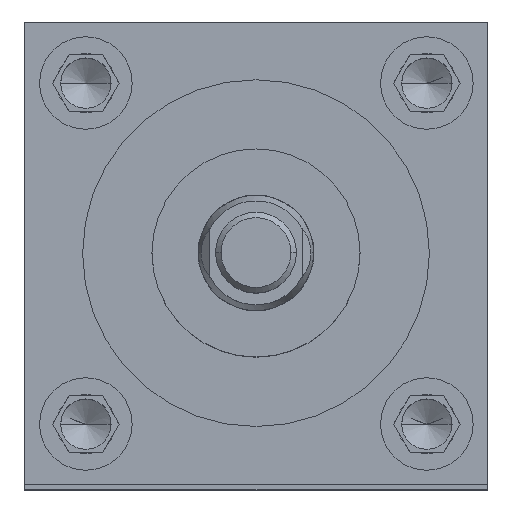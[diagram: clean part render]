
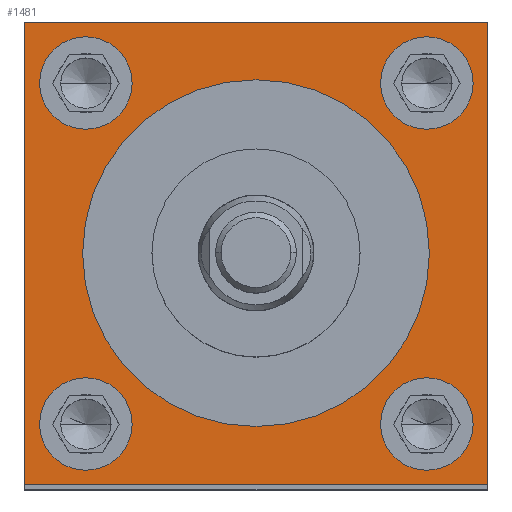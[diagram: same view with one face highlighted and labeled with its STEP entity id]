
A CAD part, top view. The second image highlights one B-rep face of the part: STEP entity #1481.
In plain terms, the highlighted planar face has unit normal (0, 0, 1).
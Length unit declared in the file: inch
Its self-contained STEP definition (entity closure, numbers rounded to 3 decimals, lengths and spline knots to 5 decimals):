
#19 = DIRECTION ( 'NONE',  ( 0., 0., 1. ) ) ;
#77 = CIRCLE ( 'NONE', #2151, 0.25 ) ;
#111 = DIRECTION ( 'NONE',  ( 1., 0., 0. ) ) ;
#126 = ORIENTED_EDGE ( 'NONE', *, *, #6532, .F. ) ;
#182 = VECTOR ( 'NONE', #3172, 39.37008 ) ;
#202 = DIRECTION ( 'NONE',  ( 0., 0., 1. ) ) ;
#244 = CARTESIAN_POINT ( 'NONE',  ( -1.25, 1.25, 17.625 ) ) ;
#280 = LINE ( 'NONE', #1804, #2597 ) ;
#309 = AXIS2_PLACEMENT_3D ( 'NONE', #1100, #446, #3822 ) ;
#382 = EDGE_CURVE ( 'NONE', #1268, #1250, #280, .T. ) ;
#391 = EDGE_CURVE ( 'NONE', #2439, #1268, #4629, .T. ) ;
#446 = DIRECTION ( 'NONE',  ( 0., 0., 1. ) ) ;
#479 = FACE_BOUND ( 'NONE', #1143, .T. ) ;
#515 = CARTESIAN_POINT ( 'NONE',  ( -0.92, -0.924, 17.625 ) ) ;
#542 = CIRCLE ( 'NONE', #4861, 0.25 ) ;
#670 = ORIENTED_EDGE ( 'NONE', *, *, #5875, .F. ) ;
#682 = EDGE_CURVE ( 'NONE', #6669, #2989, #5203, .T. ) ;
#847 = EDGE_LOOP ( 'NONE', ( #1990, #4514 ) ) ;
#884 = VERTEX_POINT ( 'NONE', #6474 ) ;
#1008 = CARTESIAN_POINT ( 'NONE',  ( 1.25, 1.25, 17.625 ) ) ;
#1079 = ORIENTED_EDGE ( 'NONE', *, *, #6766, .F. ) ;
#1100 = CARTESIAN_POINT ( 'NONE',  ( 0., 0., 17.625 ) ) ;
#1143 = EDGE_LOOP ( 'NONE', ( #2095, #670 ) ) ;
#1216 = CARTESIAN_POINT ( 'NONE',  ( -0.92, 0.92, 17.625 ) ) ;
#1250 = VERTEX_POINT ( 'NONE', #5040 ) ;
#1255 = ORIENTED_EDGE ( 'NONE', *, *, #382, .T. ) ;
#1268 = VERTEX_POINT ( 'NONE', #4506 ) ;
#1314 = ORIENTED_EDGE ( 'NONE', *, *, #2052, .T. ) ;
#1481 = ADVANCED_FACE ( 'NONE', ( #4760, #6912, #3646, #5887, #479, #3185 ), #4830, .F. ) ;
#1525 = ORIENTED_EDGE ( 'NONE', *, *, #391, .T. ) ;
#1804 = CARTESIAN_POINT ( 'NONE',  ( -1.25, -1.25, 17.625 ) ) ;
#1966 = DIRECTION ( 'NONE',  ( 0., 0., 1. ) ) ;
#1975 = CARTESIAN_POINT ( 'NONE',  ( 1.174, -0.924, 17.625 ) ) ;
#1990 = ORIENTED_EDGE ( 'NONE', *, *, #3797, .F. ) ;
#2031 = CARTESIAN_POINT ( 'NONE',  ( -1.25, 1.25, 17.625 ) ) ;
#2050 = CARTESIAN_POINT ( 'NONE',  ( 1.25, -1.25, 17.625 ) ) ;
#2052 = EDGE_CURVE ( 'NONE', #1250, #884, #2167, .T. ) ;
#2095 = ORIENTED_EDGE ( 'NONE', *, *, #5418, .F. ) ;
#2116 = VERTEX_POINT ( 'NONE', #3306 ) ;
#2151 = AXIS2_PLACEMENT_3D ( 'NONE', #3751, #4393, #6559 ) ;
#2158 = VERTEX_POINT ( 'NONE', #5479 ) ;
#2167 = LINE ( 'NONE', #6871, #5939 ) ;
#2261 = CIRCLE ( 'NONE', #309, 0.9375 ) ;
#2415 = VERTEX_POINT ( 'NONE', #5367 ) ;
#2434 = DIRECTION ( 'NONE',  ( -1., 0., 0. ) ) ;
#2439 = VERTEX_POINT ( 'NONE', #1008 ) ;
#2471 = DIRECTION ( 'NONE',  ( 0., -1., 0. ) ) ;
#2597 = VECTOR ( 'NONE', #2471, 39.37008 ) ;
#2699 = AXIS2_PLACEMENT_3D ( 'NONE', #7027, #19, #6423 ) ;
#2751 = DIRECTION ( 'NONE',  ( 1., 0., 0. ) ) ;
#2874 = AXIS2_PLACEMENT_3D ( 'NONE', #2031, #5285, #6881 ) ;
#2989 = VERTEX_POINT ( 'NONE', #6588 ) ;
#3017 = AXIS2_PLACEMENT_3D ( 'NONE', #3987, #3415, #4525 ) ;
#3042 = CIRCLE ( 'NONE', #2699, 0.9375 ) ;
#3045 = AXIS2_PLACEMENT_3D ( 'NONE', #1216, #202, #6175 ) ;
#3071 = CARTESIAN_POINT ( 'NONE',  ( -1.17, 0.92, 17.625 ) ) ;
#3122 = VERTEX_POINT ( 'NONE', #5925 ) ;
#3129 = CIRCLE ( 'NONE', #3250, 0.25 ) ;
#3172 = DIRECTION ( 'NONE',  ( 0., 1., 0. ) ) ;
#3185 = FACE_OUTER_BOUND ( 'NONE', #3827, .T. ) ;
#3250 = AXIS2_PLACEMENT_3D ( 'NONE', #6430, #4228, #4745 ) ;
#3306 = CARTESIAN_POINT ( 'NONE',  ( 1.174, 0.92, 17.625 ) ) ;
#3415 = DIRECTION ( 'NONE',  ( 0., 0., 1. ) ) ;
#3432 = VERTEX_POINT ( 'NONE', #6622 ) ;
#3435 = CARTESIAN_POINT ( 'NONE',  ( -1.17, -0.924, 17.625 ) ) ;
#3460 = CIRCLE ( 'NONE', #3017, 0.25 ) ;
#3523 = EDGE_LOOP ( 'NONE', ( #6705, #6605 ) ) ;
#3646 = FACE_BOUND ( 'NONE', #847, .T. ) ;
#3701 = LINE ( 'NONE', #2050, #182 ) ;
#3712 = DIRECTION ( 'NONE',  ( 0., 0., 1. ) ) ;
#3751 = CARTESIAN_POINT ( 'NONE',  ( 0.924, -0.924, 17.625 ) ) ;
#3797 = EDGE_CURVE ( 'NONE', #2158, #4949, #4558, .T. ) ;
#3822 = DIRECTION ( 'NONE',  ( 1., 0., 0. ) ) ;
#3827 = EDGE_LOOP ( 'NONE', ( #1255, #1314, #5437, #1525 ) ) ;
#3987 = CARTESIAN_POINT ( 'NONE',  ( 0.924, 0.92, 17.625 ) ) ;
#4189 = ORIENTED_EDGE ( 'NONE', *, *, #5938, .F. ) ;
#4228 = DIRECTION ( 'NONE',  ( 0., 0., 1. ) ) ;
#4282 = AXIS2_PLACEMENT_3D ( 'NONE', #4965, #4391, #2751 ) ;
#4388 = DIRECTION ( 'NONE',  ( 1., 0., 0. ) ) ;
#4391 = DIRECTION ( 'NONE',  ( 0., 0., 1. ) ) ;
#4393 = DIRECTION ( 'NONE',  ( 0., 0., 1. ) ) ;
#4408 = VECTOR ( 'NONE', #2434, 39.37008 ) ;
#4506 = CARTESIAN_POINT ( 'NONE',  ( -1.25, 1.25, 17.625 ) ) ;
#4514 = ORIENTED_EDGE ( 'NONE', *, *, #5744, .F. ) ;
#4525 = DIRECTION ( 'NONE',  ( 1., 0., 0. ) ) ;
#4558 = CIRCLE ( 'NONE', #4659, 0.25 ) ;
#4629 = LINE ( 'NONE', #244, #4408 ) ;
#4635 = VERTEX_POINT ( 'NONE', #1975 ) ;
#4659 = AXIS2_PLACEMENT_3D ( 'NONE', #515, #3712, #4388 ) ;
#4685 = DIRECTION ( 'NONE',  ( 1., 0., 0. ) ) ;
#4745 = DIRECTION ( 'NONE',  ( 1., 0., 0. ) ) ;
#4760 = FACE_BOUND ( 'NONE', #5508, .T. ) ;
#4830 = PLANE ( 'NONE',  #2874 ) ;
#4861 = AXIS2_PLACEMENT_3D ( 'NONE', #5224, #1966, #4685 ) ;
#4949 = VERTEX_POINT ( 'NONE', #3435 ) ;
#4965 = CARTESIAN_POINT ( 'NONE',  ( -0.92, 0.92, 17.625 ) ) ;
#4993 = DIRECTION ( 'NONE',  ( 1., 0., 0. ) ) ;
#5012 = ORIENTED_EDGE ( 'NONE', *, *, #6534, .F. ) ;
#5040 = CARTESIAN_POINT ( 'NONE',  ( -1.25, -1.25, 17.625 ) ) ;
#5057 = CIRCLE ( 'NONE', #6070, 0.25 ) ;
#5203 = CIRCLE ( 'NONE', #4282, 0.25 ) ;
#5224 = CARTESIAN_POINT ( 'NONE',  ( -0.92, -0.924, 17.625 ) ) ;
#5285 = DIRECTION ( 'NONE',  ( 0., 0., -1. ) ) ;
#5367 = CARTESIAN_POINT ( 'NONE',  ( 0.674, 0.92, 17.625 ) ) ;
#5418 = EDGE_CURVE ( 'NONE', #3432, #3122, #3042, .T. ) ;
#5437 = ORIENTED_EDGE ( 'NONE', *, *, #6776, .T. ) ;
#5479 = CARTESIAN_POINT ( 'NONE',  ( -0.67, -0.924, 17.625 ) ) ;
#5480 = CARTESIAN_POINT ( 'NONE',  ( 0.924, 0.92, 17.625 ) ) ;
#5508 = EDGE_LOOP ( 'NONE', ( #4189, #1079 ) ) ;
#5519 = DIRECTION ( 'NONE',  ( 0., 0., 1. ) ) ;
#5532 = CIRCLE ( 'NONE', #3045, 0.25 ) ;
#5546 = CARTESIAN_POINT ( 'NONE',  ( 0.674, -0.924, 17.625 ) ) ;
#5681 = EDGE_CURVE ( 'NONE', #2989, #6669, #5532, .T. ) ;
#5744 = EDGE_CURVE ( 'NONE', #4949, #2158, #542, .T. ) ;
#5875 = EDGE_CURVE ( 'NONE', #3122, #3432, #2261, .T. ) ;
#5887 = FACE_BOUND ( 'NONE', #3523, .T. ) ;
#5925 = CARTESIAN_POINT ( 'NONE',  ( -0.9375, 0., 17.625 ) ) ;
#5938 = EDGE_CURVE ( 'NONE', #4635, #6946, #77, .T. ) ;
#5939 = VECTOR ( 'NONE', #4993, 39.37008 ) ;
#6070 = AXIS2_PLACEMENT_3D ( 'NONE', #5480, #5519, #111 ) ;
#6175 = DIRECTION ( 'NONE',  ( 1., 0., 0. ) ) ;
#6348 = EDGE_LOOP ( 'NONE', ( #5012, #126 ) ) ;
#6423 = DIRECTION ( 'NONE',  ( 1., 0., 0. ) ) ;
#6430 = CARTESIAN_POINT ( 'NONE',  ( 0.924, -0.924, 17.625 ) ) ;
#6474 = CARTESIAN_POINT ( 'NONE',  ( 1.25, -1.25, 17.625 ) ) ;
#6532 = EDGE_CURVE ( 'NONE', #2415, #2116, #5057, .T. ) ;
#6534 = EDGE_CURVE ( 'NONE', #2116, #2415, #3460, .T. ) ;
#6559 = DIRECTION ( 'NONE',  ( 1., 0., 0. ) ) ;
#6588 = CARTESIAN_POINT ( 'NONE',  ( -0.67, 0.92, 17.625 ) ) ;
#6605 = ORIENTED_EDGE ( 'NONE', *, *, #682, .F. ) ;
#6622 = CARTESIAN_POINT ( 'NONE',  ( 0.9375, 0., 17.625 ) ) ;
#6669 = VERTEX_POINT ( 'NONE', #3071 ) ;
#6705 = ORIENTED_EDGE ( 'NONE', *, *, #5681, .F. ) ;
#6766 = EDGE_CURVE ( 'NONE', #6946, #4635, #3129, .T. ) ;
#6776 = EDGE_CURVE ( 'NONE', #884, #2439, #3701, .T. ) ;
#6871 = CARTESIAN_POINT ( 'NONE',  ( -1.25, -1.25, 17.625 ) ) ;
#6881 = DIRECTION ( 'NONE',  ( -1., 0., 0. ) ) ;
#6912 = FACE_BOUND ( 'NONE', #6348, .T. ) ;
#6946 = VERTEX_POINT ( 'NONE', #5546 ) ;
#7027 = CARTESIAN_POINT ( 'NONE',  ( 0., 0., 17.625 ) ) ;
